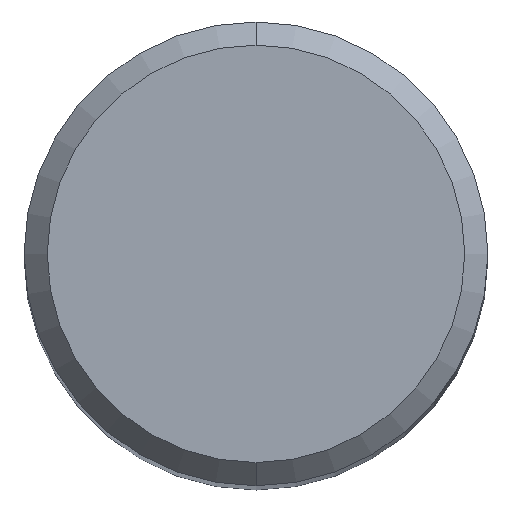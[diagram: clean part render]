
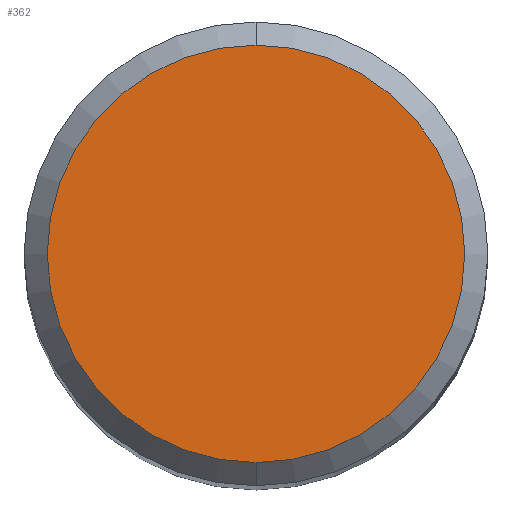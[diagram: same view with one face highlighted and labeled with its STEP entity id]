
A CAD part, top view. The second image highlights one B-rep face of the part: STEP entity #362.
In plain terms, the highlighted planar face has unit normal (0, 0, 1).
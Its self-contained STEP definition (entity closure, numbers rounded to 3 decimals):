
#182=VERTEX_POINT('',#484);
#346=EDGE_CURVE('',#182,#442,#665,.T.);
#362=ADVANCED_FACE('',(#682),#683,.T.);
#442=VERTEX_POINT('',#773);
#446=EDGE_CURVE('',#442,#182,#777,.T.);
#484=CARTESIAN_POINT('',(0.0,3.6,0.0));
#665=CIRCLE('',#1173,3.6);
#682=FACE_OUTER_BOUND('',#1216,.T.);
#683=PLANE('',#1217);
#773=CARTESIAN_POINT('',(0.,-3.6,0.0));
#777=CIRCLE('',#1393,3.6);
#1173=AXIS2_PLACEMENT_3D('',#1640,#1641,#1642);
#1216=EDGE_LOOP('',(#1655,#1656));
#1217=AXIS2_PLACEMENT_3D('',#1657,#1658,#1659);
#1393=AXIS2_PLACEMENT_3D('',#1778,#1779,#1780);
#1640=CARTESIAN_POINT('',(0.0,0.0,0.0));
#1641=DIRECTION('',(0.0,0.0,-1.0));
#1642=DIRECTION('',(0.0,1.0,0.0));
#1655=ORIENTED_EDGE('',*,*,#346,.F.);
#1656=ORIENTED_EDGE('',*,*,#446,.F.);
#1657=CARTESIAN_POINT('',(0.0,1.8,0.0));
#1658=DIRECTION('',(-0.0,0.0,1.0));
#1659=DIRECTION('',(0.0,-1.0,0.0));
#1778=CARTESIAN_POINT('',(0.0,0.0,0.0));
#1779=DIRECTION('',(0.0,0.0,-1.0));
#1780=DIRECTION('',(0.0,1.0,0.0));
